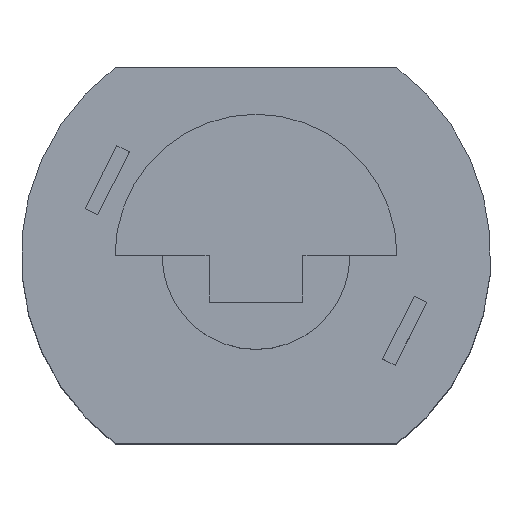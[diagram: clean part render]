
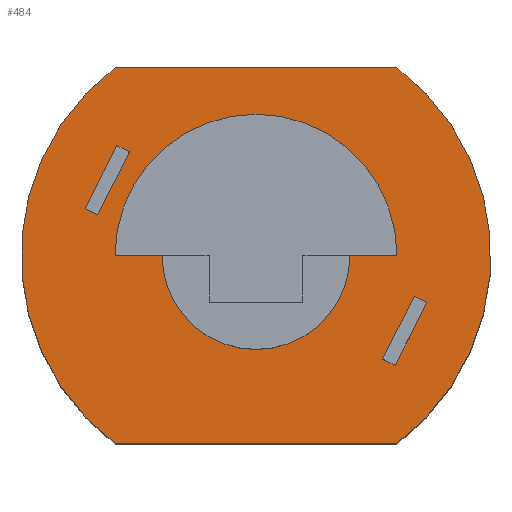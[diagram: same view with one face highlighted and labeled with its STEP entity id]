
A CAD part, top view. The second image highlights one B-rep face of the part: STEP entity #484.
In plain terms, the highlighted planar face has unit normal (0, 0, 1).
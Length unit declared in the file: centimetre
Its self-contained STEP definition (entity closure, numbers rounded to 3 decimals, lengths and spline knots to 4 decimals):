
#22=FACE_BOUND('',#100,.T.);
#23=FACE_BOUND('',#101,.T.);
#24=FACE_BOUND('',#102,.T.);
#37=PLANE('',#523);
#64=FACE_OUTER_BOUND('',#99,.T.);
#99=EDGE_LOOP('',(#385,#386,#387,#388));
#100=EDGE_LOOP('',(#389,#390,#391,#392));
#101=EDGE_LOOP('',(#393,#394,#395,#396));
#102=EDGE_LOOP('',(#397));
#142=LINE('',#746,#190);
#143=LINE('',#749,#191);
#144=LINE('',#752,#192);
#145=LINE('',#754,#193);
#146=LINE('',#756,#194);
#147=LINE('',#757,#195);
#148=LINE('',#760,#196);
#149=LINE('',#762,#197);
#150=LINE('',#764,#198);
#151=LINE('',#765,#199);
#190=VECTOR('',#607,1.);
#191=VECTOR('',#610,1.);
#192=VECTOR('',#611,1.);
#193=VECTOR('',#612,1.);
#194=VECTOR('',#613,1.);
#195=VECTOR('',#614,1.);
#196=VECTOR('',#615,1.);
#197=VECTOR('',#616,1.);
#198=VECTOR('',#617,1.);
#199=VECTOR('',#618,1.);
#227=CIRCLE('',#521,0.2);
#228=CIRCLE('',#524,0.5);
#229=CIRCLE('',#525,0.5);
#251=VERTEX_POINT('',#738);
#252=VERTEX_POINT('',#742);
#253=VERTEX_POINT('',#743);
#254=VERTEX_POINT('',#745);
#255=VERTEX_POINT('',#747);
#256=VERTEX_POINT('',#750);
#257=VERTEX_POINT('',#751);
#258=VERTEX_POINT('',#753);
#259=VERTEX_POINT('',#755);
#260=VERTEX_POINT('',#758);
#261=VERTEX_POINT('',#759);
#262=VERTEX_POINT('',#761);
#263=VERTEX_POINT('',#763);
#301=EDGE_CURVE('',#251,#251,#227,.T.);
#302=EDGE_CURVE('',#252,#253,#228,.T.);
#303=EDGE_CURVE('',#253,#254,#142,.T.);
#304=EDGE_CURVE('',#254,#255,#229,.T.);
#305=EDGE_CURVE('',#255,#252,#143,.T.);
#306=EDGE_CURVE('',#256,#257,#144,.T.);
#307=EDGE_CURVE('',#257,#258,#145,.T.);
#308=EDGE_CURVE('',#258,#259,#146,.T.);
#309=EDGE_CURVE('',#259,#256,#147,.T.);
#310=EDGE_CURVE('',#260,#261,#148,.T.);
#311=EDGE_CURVE('',#261,#262,#149,.T.);
#312=EDGE_CURVE('',#262,#263,#150,.T.);
#313=EDGE_CURVE('',#263,#260,#151,.T.);
#385=ORIENTED_EDGE('',*,*,#302,.T.);
#386=ORIENTED_EDGE('',*,*,#303,.T.);
#387=ORIENTED_EDGE('',*,*,#304,.T.);
#388=ORIENTED_EDGE('',*,*,#305,.T.);
#389=ORIENTED_EDGE('',*,*,#306,.T.);
#390=ORIENTED_EDGE('',*,*,#307,.T.);
#391=ORIENTED_EDGE('',*,*,#308,.T.);
#392=ORIENTED_EDGE('',*,*,#309,.T.);
#393=ORIENTED_EDGE('',*,*,#310,.T.);
#394=ORIENTED_EDGE('',*,*,#311,.T.);
#395=ORIENTED_EDGE('',*,*,#312,.T.);
#396=ORIENTED_EDGE('',*,*,#313,.T.);
#397=ORIENTED_EDGE('',*,*,#301,.T.);
#484=ADVANCED_FACE('',(#64,#22,#23,#24),#37,.T.);
#521=AXIS2_PLACEMENT_3D('',#739,#599,#600);
#523=AXIS2_PLACEMENT_3D('',#741,#603,#604);
#524=AXIS2_PLACEMENT_3D('',#744,#605,#606);
#525=AXIS2_PLACEMENT_3D('',#748,#608,#609);
#599=DIRECTION('center_axis',(0.,0.,-1.));
#600=DIRECTION('ref_axis',(1.,0.,0.));
#603=DIRECTION('center_axis',(0.,0.,1.));
#604=DIRECTION('ref_axis',(1.,0.,0.));
#605=DIRECTION('center_axis',(0.,0.,1.));
#606=DIRECTION('ref_axis',(1.,0.,0.));
#607=DIRECTION('',(1.,0.,0.));
#608=DIRECTION('center_axis',(0.,0.,1.));
#609=DIRECTION('ref_axis',(1.,0.,0.));
#610=DIRECTION('',(-1.,0.,0.));
#611=DIRECTION('',(-0.892,0.451,0.));
#612=DIRECTION('',(0.451,0.892,0.));
#613=DIRECTION('',(0.892,-0.451,0.));
#614=DIRECTION('',(-0.451,-0.892,0.));
#615=DIRECTION('',(-0.451,-0.892,0.));
#616=DIRECTION('',(-0.892,0.451,0.));
#617=DIRECTION('',(0.451,0.892,0.));
#618=DIRECTION('',(0.892,-0.451,0.));
#738=CARTESIAN_POINT('',(-0.2,0.,1.1));
#739=CARTESIAN_POINT('Origin',(0.,0.,1.1));
#741=CARTESIAN_POINT('Origin',(0.,0.,1.1));
#742=CARTESIAN_POINT('',(-0.3,0.4,1.1));
#743=CARTESIAN_POINT('',(-0.3,-0.4,1.1));
#744=CARTESIAN_POINT('Origin',(0.,0.,1.1));
#745=CARTESIAN_POINT('',(0.3,-0.4,1.1));
#746=CARTESIAN_POINT('',(-0.8,-0.4,1.1));
#747=CARTESIAN_POINT('',(0.3,0.4,1.1));
#748=CARTESIAN_POINT('Origin',(0.,0.,1.1));
#749=CARTESIAN_POINT('',(-0.8,0.4,1.1));
#750=CARTESIAN_POINT('',(-0.3372,0.0865,1.1));
#751=CARTESIAN_POINT('',(-0.364,0.1,1.1));
#752=CARTESIAN_POINT('',(-0.1989,0.0165,1.1));
#753=CARTESIAN_POINT('',(-0.2963,0.2339,1.1));
#754=CARTESIAN_POINT('',(-0.3133,0.2004,1.1));
#755=CARTESIAN_POINT('',(-0.2696,0.2203,1.1));
#756=CARTESIAN_POINT('',(-0.1179,0.1436,1.1));
#757=CARTESIAN_POINT('',(-0.3203,0.1199,1.1));
#758=CARTESIAN_POINT('',(0.364,-0.1,1.1));
#759=CARTESIAN_POINT('',(0.2963,-0.2339,1.1));
#760=CARTESIAN_POINT('',(0.3133,-0.2004,1.1));
#761=CARTESIAN_POINT('',(0.2696,-0.2203,1.1));
#762=CARTESIAN_POINT('',(0.1179,-0.1436,1.1));
#763=CARTESIAN_POINT('',(0.3372,-0.0865,1.1));
#764=CARTESIAN_POINT('',(0.3203,-0.1199,1.1));
#765=CARTESIAN_POINT('',(0.1989,-0.0165,1.1));
